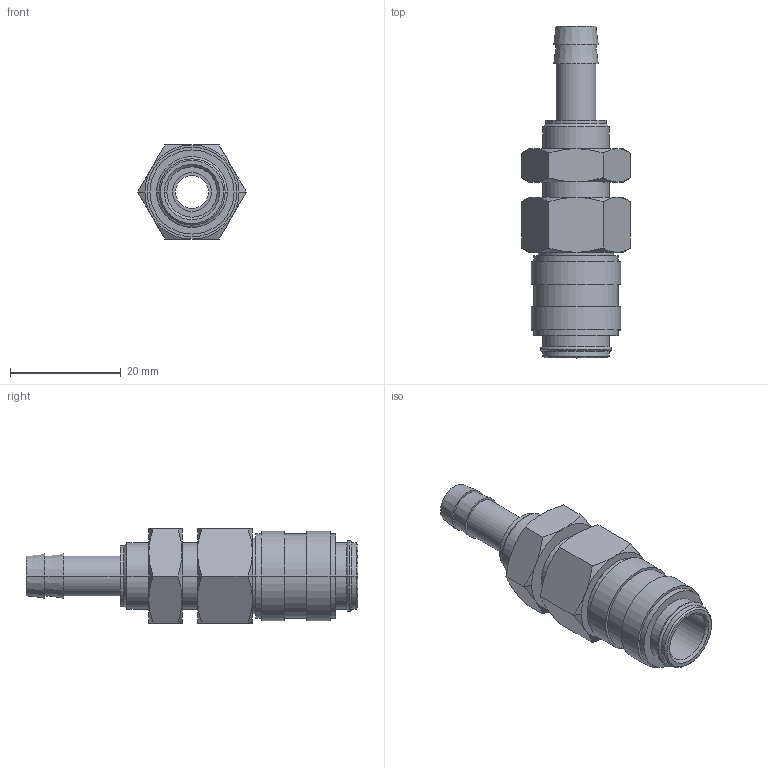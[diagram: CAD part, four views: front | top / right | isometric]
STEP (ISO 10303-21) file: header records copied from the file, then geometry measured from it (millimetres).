
FILE_DESCRIPTION(('STEP AP214'),'1');
FILE_NAME('esmn_6_tsvab.stp','2020-03-05T08:32:08',('TraceParts'),('TraceParts S.A.'),'Spatial InterOp 3D',' ',' ');
FILE_SCHEMA(('automotive_design'));
Length unit declared in the file: millimetre
Products named in the file (2): 1; 2
Bounding box: 19.63 x 60 x 17 mm (x, y, z)
Volume: 6533.2 mm3; surface area: 5190.2 mm2
Topology: 2 solids, 2 shells, 109 faces, 226 edges, 134 vertices
Faces by surface type: cone 46, cylinder 30, plane 29, torus 4
Entity records: 3593 total; most frequent: CARTESIAN_POINT 663, DIRECTION 514, ORIENTED_EDGE 452, EDGE_CURVE 226, AXIS2_PLACEMENT_3D 225, VERTEX_POINT 134, EDGE_LOOP 126, CIRCLE 114
